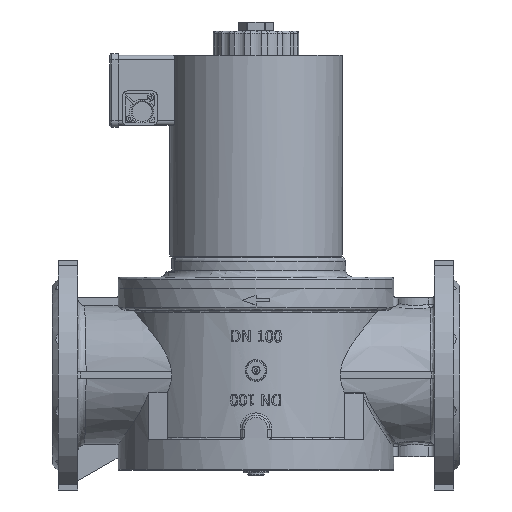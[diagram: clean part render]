
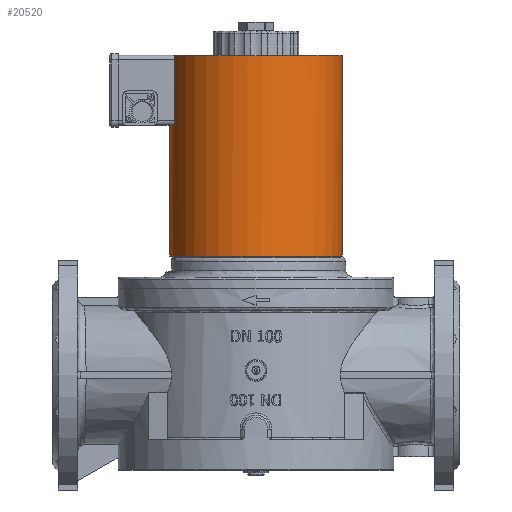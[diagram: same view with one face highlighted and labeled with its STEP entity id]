
A CAD part, front view. The second image highlights one B-rep face of the part: STEP entity #20520.
In plain terms, the highlighted cylindrical face has radius 75 mm (diameter 150 mm), a full revolution.
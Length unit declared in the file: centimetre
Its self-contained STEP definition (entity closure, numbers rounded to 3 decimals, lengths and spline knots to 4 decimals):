
#856=B_SPLINE_CURVE_WITH_KNOTS('',3,(#37831,#37832,#37833,#37834,#37835,
#37836),.UNSPECIFIED.,.F.,.F.,(4,2,4),(-0.4166,-0.301,
-0.1652),.UNSPECIFIED.);
#857=B_SPLINE_CURVE_WITH_KNOTS('',3,(#37840,#37841,#37842,#37843,#37844,
#37845,#37846,#37847),.UNSPECIFIED.,.F.,.F.,(4,2,2,4),(0.1652,
0.301,0.4594,0.6177),.UNSPECIFIED.);
#858=B_SPLINE_CURVE_WITH_KNOTS('',3,(#37851,#37852,#37853,#37854,#37855,
#37856,#37857,#37858),.UNSPECIFIED.,.F.,.F.,(4,2,2,4),(0.6133,
0.7716,0.93,1.0658),.UNSPECIFIED.);
#859=B_SPLINE_CURVE_WITH_KNOTS('',3,(#37861,#37862,#37863,#37864,#37865,
#37866),.UNSPECIFIED.,.F.,.F.,(4,2,4),(1.3962,1.532,
1.6476),.UNSPECIFIED.);
#1850=LINE('',#37838,#3263);
#1851=LINE('',#37860,#3264);
#3263=VECTOR('',#25173,5.6327);
#3264=VECTOR('',#25176,5.6327);
#4381=FACE_BOUND('',#6663,.T.);
#4566=CYLINDRICAL_SURFACE('',#21994,7.5);
#5317=FACE_OUTER_BOUND('',#6662,.T.);
#6662=EDGE_LOOP('',(#16298,#16299,#16300,#16301,#16302,#16303,#16304,#16305));
#6663=EDGE_LOOP('',(#16306));
#7712=CIRCLE('',#21990,7.5);
#7713=CIRCLE('',#21992,7.5);
#7715=CIRCLE('',#21995,7.5);
#9110=VERTEX_POINT('',#37800);
#9112=VERTEX_POINT('',#37804);
#9113=VERTEX_POINT('',#37815);
#9115=VERTEX_POINT('',#37830);
#9116=VERTEX_POINT('',#37837);
#9117=VERTEX_POINT('',#37839);
#9118=VERTEX_POINT('',#37848);
#9119=VERTEX_POINT('',#37850);
#9120=VERTEX_POINT('',#37859);
#11662=EDGE_CURVE('',#9110,#9110,#7712,.T.);
#11664=EDGE_CURVE('',#9112,#9113,#7713,.T.);
#11667=EDGE_CURVE('',#9112,#9115,#856,.T.);
#11668=EDGE_CURVE('',#9115,#9116,#1850,.T.);
#11669=EDGE_CURVE('',#9116,#9117,#857,.T.);
#11670=EDGE_CURVE('',#9117,#9118,#7715,.T.);
#11671=EDGE_CURVE('',#9118,#9119,#858,.T.);
#11672=EDGE_CURVE('',#9119,#9120,#1851,.T.);
#11673=EDGE_CURVE('',#9120,#9113,#859,.T.);
#16298=ORIENTED_EDGE('',*,*,#11667,.T.);
#16299=ORIENTED_EDGE('',*,*,#11668,.T.);
#16300=ORIENTED_EDGE('',*,*,#11669,.T.);
#16301=ORIENTED_EDGE('',*,*,#11670,.T.);
#16302=ORIENTED_EDGE('',*,*,#11671,.T.);
#16303=ORIENTED_EDGE('',*,*,#11672,.T.);
#16304=ORIENTED_EDGE('',*,*,#11673,.T.);
#16305=ORIENTED_EDGE('',*,*,#11664,.F.);
#16306=ORIENTED_EDGE('',*,*,#11662,.F.);
#20520=ADVANCED_FACE('',(#5317,#4381),#4566,.T.);
#21990=AXIS2_PLACEMENT_3D('',#37801,#25163,#25164);
#21992=AXIS2_PLACEMENT_3D('',#37816,#25167,#25168);
#21994=AXIS2_PLACEMENT_3D('',#37829,#25171,#25172);
#21995=AXIS2_PLACEMENT_3D('',#37849,#25174,#25175);
#25163=DIRECTION('center_axis',(0.,0.,
-1.));
#25164=DIRECTION('ref_axis',(0.,-1.,0.));
#25167=DIRECTION('center_axis',(0.,0.,
1.));
#25168=DIRECTION('ref_axis',(0.,-1.,0.));
#25171=DIRECTION('center_axis',(0.,0.,
-1.));
#25172=DIRECTION('ref_axis',(0.,-1.,0.));
#25173=DIRECTION('',(0.,0.,-1.));
#25174=DIRECTION('center_axis',(0.,0.,
-1.));
#25175=DIRECTION('ref_axis',(0.,-1.,0.));
#25176=DIRECTION('',(0.,0.,1.));
#37800=CARTESIAN_POINT('',(0.,7.5,10.35));
#37801=CARTESIAN_POINT('Origin',(0.,0.,
10.35));
#37804=CARTESIAN_POINT('',(-7.1407,-2.2936,27.75));
#37815=CARTESIAN_POINT('',(-7.1407,2.2936,27.75));
#37816=CARTESIAN_POINT('Origin',(0.,0.,
27.75));
#37829=CARTESIAN_POINT('Origin',(0.,0.,
27.8));
#37830=CARTESIAN_POINT('',(-7.0838,-2.4638,27.5663));
#37831=CARTESIAN_POINT('Ctrl Pts',(-7.1407,-2.2936,
27.75));
#37832=CARTESIAN_POINT('Ctrl Pts',(-7.1296,-2.328,
27.731));
#37833=CARTESIAN_POINT('Ctrl Pts',(-7.1193,-2.3593,
27.7069));
#37834=CARTESIAN_POINT('Ctrl Pts',(-7.1001,-2.4164,
27.6486));
#37835=CARTESIAN_POINT('Ctrl Pts',(-7.0906,-2.444,
27.6096));
#37836=CARTESIAN_POINT('Ctrl Pts',(-7.0838,-2.4638,
27.5663));
#37837=CARTESIAN_POINT('',(-7.0838,-2.4638,21.9337));
#37838=CARTESIAN_POINT('',(-7.0838,-2.4638,27.8));
#37839=CARTESIAN_POINT('',(-7.2,-2.1,21.7));
#37840=CARTESIAN_POINT('Ctrl Pts',(-7.0838,-2.4638,
21.9337));
#37841=CARTESIAN_POINT('Ctrl Pts',(-7.0906,-2.444,
21.8904));
#37842=CARTESIAN_POINT('Ctrl Pts',(-7.1001,-2.4164,21.8514));
#37843=CARTESIAN_POINT('Ctrl Pts',(-7.1226,-2.3496,21.7832));
#37844=CARTESIAN_POINT('Ctrl Pts',(-7.1375,-2.3041,
21.7518));
#37845=CARTESIAN_POINT('Ctrl Pts',(-7.1688,-2.2047,
21.7102));
#37846=CARTESIAN_POINT('Ctrl Pts',(-7.1852,-2.1507,
21.7));
#37847=CARTESIAN_POINT('Ctrl Pts',(-7.2,-2.1,21.7));
#37848=CARTESIAN_POINT('',(-7.2,2.1,21.7));
#37849=CARTESIAN_POINT('Origin',(0.,0.,
21.7));
#37850=CARTESIAN_POINT('',(-7.0838,2.4638,21.9337));
#37851=CARTESIAN_POINT('Ctrl Pts',(-7.2,2.1,21.7));
#37852=CARTESIAN_POINT('Ctrl Pts',(-7.1852,2.1507,21.7));
#37853=CARTESIAN_POINT('Ctrl Pts',(-7.1688,2.2047,21.7102));
#37854=CARTESIAN_POINT('Ctrl Pts',(-7.1375,2.3041,21.7518));
#37855=CARTESIAN_POINT('Ctrl Pts',(-7.1226,2.3496,21.7832));
#37856=CARTESIAN_POINT('Ctrl Pts',(-7.1001,2.4164,21.8514));
#37857=CARTESIAN_POINT('Ctrl Pts',(-7.0906,2.444,21.8904));
#37858=CARTESIAN_POINT('Ctrl Pts',(-7.0838,2.4638,21.9337));
#37859=CARTESIAN_POINT('',(-7.0838,2.4638,27.5663));
#37860=CARTESIAN_POINT('',(-7.0838,2.4638,27.8));
#37861=CARTESIAN_POINT('Ctrl Pts',(-7.0838,2.4638,27.5663));
#37862=CARTESIAN_POINT('Ctrl Pts',(-7.0906,2.444,27.6096));
#37863=CARTESIAN_POINT('Ctrl Pts',(-7.1001,2.4164,27.6486));
#37864=CARTESIAN_POINT('Ctrl Pts',(-7.1193,2.3593,27.7069));
#37865=CARTESIAN_POINT('Ctrl Pts',(-7.1296,2.328,27.731));
#37866=CARTESIAN_POINT('Ctrl Pts',(-7.1407,2.2936,27.75));
